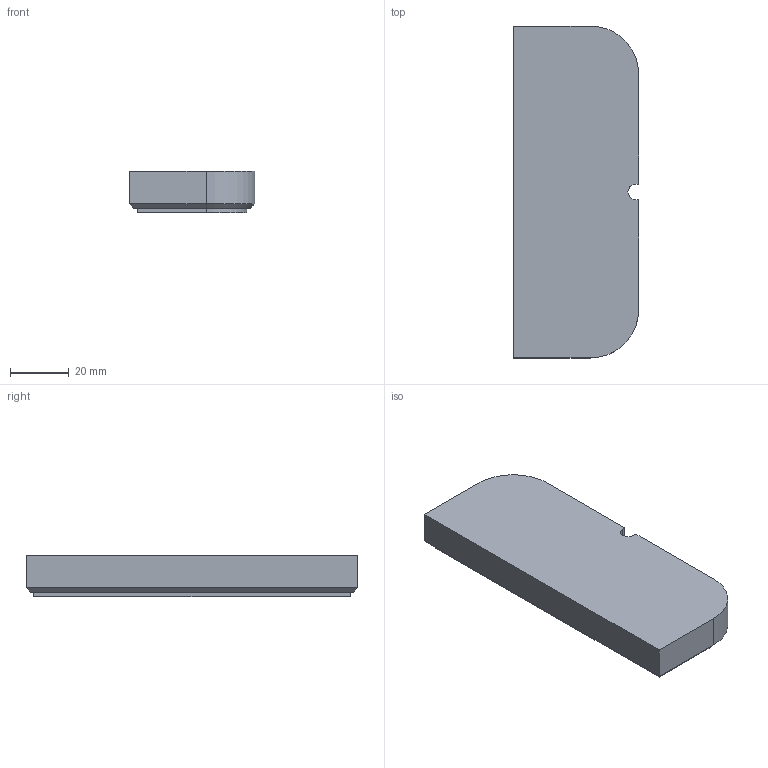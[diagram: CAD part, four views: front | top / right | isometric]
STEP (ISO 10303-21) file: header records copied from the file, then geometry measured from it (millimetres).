
FILE_DESCRIPTION (( 'STEP AP214' ), '1' );
FILE_NAME ('speaker_box_v2_back.STEP', '2024-08-12T20:11:56', ( '' ), ( '' ), 'SwSTEP 2.0', 'SolidWorks 2018', '' );
FILE_SCHEMA (( 'AUTOMOTIVE_DESIGN' ));
Length unit declared in the file: millimetre
Products named in the file (1): speaker_box_v2_back
Bounding box: 42.7 x 113 x 14 mm (x, y, z)
Volume: 22274.5 mm3; surface area: 16554.4 mm2
Topology: 1 solids, 1 shells, 43 faces, 107 edges, 68 vertices
Faces by surface type: plane 28, cylinder 11, cone 4
Entity records: 1304 total; most frequent: CARTESIAN_POINT 225, DIRECTION 220, ORIENTED_EDGE 214, EDGE_CURVE 107, LINE 78, VECTOR 78, AXIS2_PLACEMENT_3D 71, VERTEX_POINT 68
